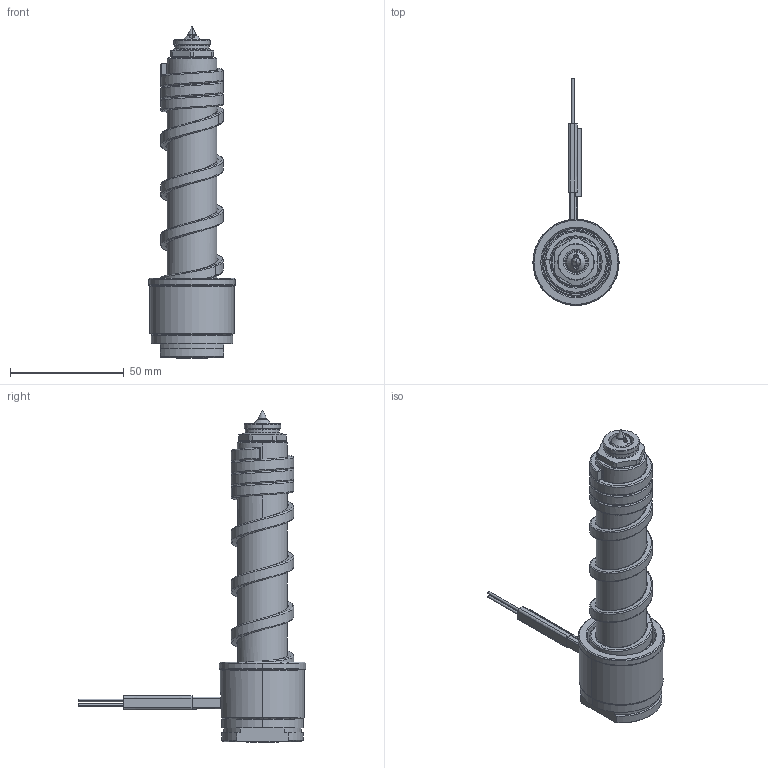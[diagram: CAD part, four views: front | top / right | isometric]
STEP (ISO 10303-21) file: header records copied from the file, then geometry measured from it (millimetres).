
FILE_DESCRIPTION((''),'2;1');
FILE_NAME('LS-146-BKS-N','2014-02-12T',('Íàòàëüÿ'),('IMID'),'PRO/ENGINEER BY PARAMETRIC TECHNOLOGY CORPORATION, 2010480','PRO/ENGINEER BY PARAMETRIC TECHNOLOGY CORPORATION, 2010480','');
FILE_SCHEMA(('CONFIG_CONTROL_DESIGN'));
Length unit declared in the file: millimetre
Products named in the file (1): LS-146-BKS-N
Bounding box: 38 x 100 x 146.2 mm (x, y, z)
Volume: 73029.6 mm3; surface area: 32485.5 mm2
Topology: 1 solids, 9 shells, 331 faces, 840 edges, 500 vertices
Faces by surface type: cylinder 110, cone 64, bspline 54, plane 51, torus 35, revolution 9, extrusion 8
Entity records: 18772 total; most frequent: CARTESIAN_POINT 11180, ORIENTED_EDGE 1636, DIRECTION 1472, EDGE_CURVE 830, AXIS2_PLACEMENT_3D 583, VERTEX_POINT 500, EDGE_LOOP 354, FACE_OUTER_BOUND 331
